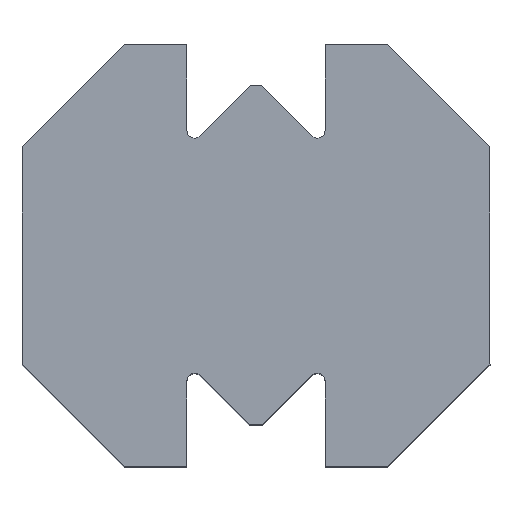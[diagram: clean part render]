
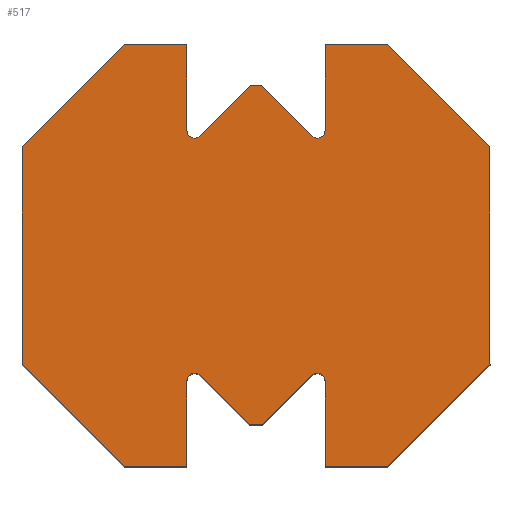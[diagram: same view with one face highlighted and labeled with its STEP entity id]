
A CAD part, top view. The second image highlights one B-rep face of the part: STEP entity #517.
In plain terms, the highlighted planar face has unit normal (0, 0, 1).
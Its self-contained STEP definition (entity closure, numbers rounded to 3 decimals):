
#16=CIRCLE('',#537,0.2);
#18=CIRCLE('',#547,0.2);
#20=CIRCLE('',#553,0.2);
#22=CIRCLE('',#563,0.2);
#51=FACE_OUTER_BOUND('',#77,.T.);
#77=EDGE_LOOP('',(#423,#424,#425,#426,#427,#428,#429,#430,#431,#432,#433,
#434,#435,#436,#437,#438,#439,#440,#441,#442,#443,#444,#445,#446));
#81=LINE('',#709,#145);
#84=LINE('',#715,#148);
#88=LINE('',#727,#152);
#91=LINE('',#733,#155);
#94=LINE('',#739,#158);
#97=LINE('',#745,#161);
#100=LINE('',#751,#164);
#103=LINE('',#757,#167);
#106=LINE('',#763,#170);
#110=LINE('',#775,#174);
#113=LINE('',#781,#177);
#116=LINE('',#787,#180);
#120=LINE('',#799,#184);
#123=LINE('',#805,#187);
#126=LINE('',#811,#190);
#129=LINE('',#817,#193);
#132=LINE('',#823,#196);
#135=LINE('',#829,#199);
#138=LINE('',#835,#202);
#142=LINE('',#845,#206);
#145=VECTOR('',#573,10.);
#148=VECTOR('',#578,10.);
#152=VECTOR('',#590,10.);
#155=VECTOR('',#595,10.);
#158=VECTOR('',#600,10.);
#161=VECTOR('',#605,10.);
#164=VECTOR('',#610,10.);
#167=VECTOR('',#615,10.);
#170=VECTOR('',#620,10.);
#174=VECTOR('',#632,10.);
#177=VECTOR('',#637,10.);
#180=VECTOR('',#642,10.);
#184=VECTOR('',#654,10.);
#187=VECTOR('',#659,10.);
#190=VECTOR('',#664,10.);
#193=VECTOR('',#669,10.);
#196=VECTOR('',#674,10.);
#199=VECTOR('',#679,10.);
#202=VECTOR('',#684,10.);
#206=VECTOR('',#696,10.);
#209=VERTEX_POINT('',#706);
#210=VERTEX_POINT('',#708);
#212=VERTEX_POINT('',#714);
#214=VERTEX_POINT('',#720);
#216=VERTEX_POINT('',#726);
#218=VERTEX_POINT('',#732);
#220=VERTEX_POINT('',#738);
#222=VERTEX_POINT('',#744);
#224=VERTEX_POINT('',#750);
#226=VERTEX_POINT('',#756);
#228=VERTEX_POINT('',#762);
#230=VERTEX_POINT('',#768);
#232=VERTEX_POINT('',#774);
#234=VERTEX_POINT('',#780);
#236=VERTEX_POINT('',#786);
#238=VERTEX_POINT('',#792);
#240=VERTEX_POINT('',#798);
#242=VERTEX_POINT('',#804);
#244=VERTEX_POINT('',#810);
#246=VERTEX_POINT('',#816);
#248=VERTEX_POINT('',#822);
#250=VERTEX_POINT('',#828);
#252=VERTEX_POINT('',#834);
#254=VERTEX_POINT('',#840);
#257=EDGE_CURVE('',#210,#209,#81,.T.);
#260=EDGE_CURVE('',#212,#210,#84,.T.);
#263=EDGE_CURVE('',#214,#212,#16,.T.);
#266=EDGE_CURVE('',#216,#214,#88,.T.);
#269=EDGE_CURVE('',#218,#216,#91,.T.);
#272=EDGE_CURVE('',#220,#218,#94,.T.);
#275=EDGE_CURVE('',#222,#220,#97,.T.);
#278=EDGE_CURVE('',#224,#222,#100,.T.);
#281=EDGE_CURVE('',#226,#224,#103,.T.);
#284=EDGE_CURVE('',#228,#226,#106,.T.);
#287=EDGE_CURVE('',#230,#228,#18,.T.);
#290=EDGE_CURVE('',#232,#230,#110,.T.);
#293=EDGE_CURVE('',#234,#232,#113,.T.);
#296=EDGE_CURVE('',#236,#234,#116,.T.);
#299=EDGE_CURVE('',#238,#236,#20,.T.);
#302=EDGE_CURVE('',#240,#238,#120,.T.);
#305=EDGE_CURVE('',#242,#240,#123,.T.);
#308=EDGE_CURVE('',#244,#242,#126,.T.);
#311=EDGE_CURVE('',#246,#244,#129,.T.);
#314=EDGE_CURVE('',#248,#246,#132,.T.);
#317=EDGE_CURVE('',#250,#248,#135,.T.);
#320=EDGE_CURVE('',#252,#250,#138,.T.);
#323=EDGE_CURVE('',#254,#252,#22,.T.);
#326=EDGE_CURVE('',#209,#254,#142,.T.);
#423=ORIENTED_EDGE('',*,*,#326,.T.);
#424=ORIENTED_EDGE('',*,*,#323,.T.);
#425=ORIENTED_EDGE('',*,*,#320,.T.);
#426=ORIENTED_EDGE('',*,*,#317,.T.);
#427=ORIENTED_EDGE('',*,*,#314,.T.);
#428=ORIENTED_EDGE('',*,*,#311,.T.);
#429=ORIENTED_EDGE('',*,*,#308,.T.);
#430=ORIENTED_EDGE('',*,*,#305,.T.);
#431=ORIENTED_EDGE('',*,*,#302,.T.);
#432=ORIENTED_EDGE('',*,*,#299,.T.);
#433=ORIENTED_EDGE('',*,*,#296,.T.);
#434=ORIENTED_EDGE('',*,*,#293,.T.);
#435=ORIENTED_EDGE('',*,*,#290,.T.);
#436=ORIENTED_EDGE('',*,*,#287,.T.);
#437=ORIENTED_EDGE('',*,*,#284,.T.);
#438=ORIENTED_EDGE('',*,*,#281,.T.);
#439=ORIENTED_EDGE('',*,*,#278,.T.);
#440=ORIENTED_EDGE('',*,*,#275,.T.);
#441=ORIENTED_EDGE('',*,*,#272,.T.);
#442=ORIENTED_EDGE('',*,*,#269,.T.);
#443=ORIENTED_EDGE('',*,*,#266,.T.);
#444=ORIENTED_EDGE('',*,*,#263,.T.);
#445=ORIENTED_EDGE('',*,*,#260,.T.);
#446=ORIENTED_EDGE('',*,*,#257,.T.);
#491=PLANE('',#565);
#517=ADVANCED_FACE('',(#51),#491,.T.);
#537=AXIS2_PLACEMENT_3D('',#721,#584,#585);
#547=AXIS2_PLACEMENT_3D('',#769,#626,#627);
#553=AXIS2_PLACEMENT_3D('',#793,#648,#649);
#563=AXIS2_PLACEMENT_3D('',#841,#690,#691);
#565=AXIS2_PLACEMENT_3D('',#846,#697,#698);
#573=DIRECTION('',(-1.,0.,0.));
#578=DIRECTION('',(-0.707,0.708,0.));
#584=DIRECTION('center_axis',(0.,0.,-1.));
#585=DIRECTION('ref_axis',(-0.707,-0.707,0.));
#590=DIRECTION('',(0.,-1.,0.));
#595=DIRECTION('',(-1.,0.,0.));
#600=DIRECTION('',(-0.707,0.707,0.));
#605=DIRECTION('',(0.,1.,0.));
#610=DIRECTION('',(0.707,0.707,0.));
#615=DIRECTION('',(1.,0.,0.));
#620=DIRECTION('',(0.,-1.,0.));
#626=DIRECTION('center_axis',(0.,0.,-1.));
#627=DIRECTION('ref_axis',(1.,0.,0.));
#632=DIRECTION('',(0.707,0.707,0.));
#637=DIRECTION('',(1.,0.,0.));
#642=DIRECTION('',(0.707,-0.707,0.));
#648=DIRECTION('center_axis',(0.,0.,
-1.));
#649=DIRECTION('ref_axis',(-1.,0.,0.));
#654=DIRECTION('',(0.,1.,0.));
#659=DIRECTION('',(1.,0.,0.));
#664=DIRECTION('',(0.707,-0.707,0.));
#669=DIRECTION('',(0.,-1.,0.));
#674=DIRECTION('',(-0.707,-0.707,0.));
#679=DIRECTION('',(-1.,0.,0.));
#684=DIRECTION('',(0.,1.,0.));
#690=DIRECTION('center_axis',(0.,0.,
-1.));
#691=DIRECTION('ref_axis',(0.707,-0.707,0.));
#696=DIRECTION('',(-0.707,-0.708,0.));
#697=DIRECTION('center_axis',(0.,0.,1.));
#698=DIRECTION('ref_axis',(1.,0.,0.));
#706=CARTESIAN_POINT('',(-0.151,4.431,10.));
#708=CARTESIAN_POINT('',(0.151,4.431,10.));
#709=CARTESIAN_POINT('',(-0.151,4.431,10.));
#714=CARTESIAN_POINT('',(1.459,3.121,10.));
#715=CARTESIAN_POINT('',(0.151,4.431,10.));
#720=CARTESIAN_POINT('',(1.8,3.263,10.));
#721=CARTESIAN_POINT('Origin',(1.6,3.263,10.));
#726=CARTESIAN_POINT('',(1.8,5.5,10.));
#727=CARTESIAN_POINT('',(1.8,3.263,10.));
#732=CARTESIAN_POINT('',(3.439,5.5,10.));
#733=CARTESIAN_POINT('',(1.8,5.5,10.));
#738=CARTESIAN_POINT('',(6.1,2.839,10.));
#739=CARTESIAN_POINT('',(3.439,5.5,10.));
#744=CARTESIAN_POINT('',(6.1,-2.839,10.));
#745=CARTESIAN_POINT('',(6.1,2.839,10.));
#750=CARTESIAN_POINT('',(3.439,-5.5,10.));
#751=CARTESIAN_POINT('',(6.1,-2.839,10.));
#756=CARTESIAN_POINT('',(1.8,-5.5,10.));
#757=CARTESIAN_POINT('',(3.439,-5.5,10.));
#762=CARTESIAN_POINT('',(1.8,-3.263,10.));
#763=CARTESIAN_POINT('',(1.8,-5.5,10.));
#768=CARTESIAN_POINT('',(1.459,-3.121,10.));
#769=CARTESIAN_POINT('Origin',(1.6,-3.263,10.));
#774=CARTESIAN_POINT('',(0.178,-4.402,10.));
#775=CARTESIAN_POINT('',(1.459,-3.121,10.));
#780=CARTESIAN_POINT('',(-0.178,-4.402,10.));
#781=CARTESIAN_POINT('',(-0.178,-4.402,10.));
#786=CARTESIAN_POINT('',(-1.459,-3.121,10.));
#787=CARTESIAN_POINT('',(-1.459,-3.121,10.));
#792=CARTESIAN_POINT('',(-1.8,-3.263,10.));
#793=CARTESIAN_POINT('Origin',(-1.6,-3.263,10.));
#798=CARTESIAN_POINT('',(-1.8,-5.5,10.));
#799=CARTESIAN_POINT('',(-1.8,-5.5,10.));
#804=CARTESIAN_POINT('',(-3.439,-5.5,10.));
#805=CARTESIAN_POINT('',(-3.439,-5.5,10.));
#810=CARTESIAN_POINT('',(-6.1,-2.839,10.));
#811=CARTESIAN_POINT('',(-6.1,-2.839,10.));
#816=CARTESIAN_POINT('',(-6.1,2.839,10.));
#817=CARTESIAN_POINT('',(-6.1,2.839,10.));
#822=CARTESIAN_POINT('',(-3.439,5.5,10.));
#823=CARTESIAN_POINT('',(-3.439,5.5,10.));
#828=CARTESIAN_POINT('',(-1.8,5.5,10.));
#829=CARTESIAN_POINT('',(-1.8,5.5,10.));
#834=CARTESIAN_POINT('',(-1.8,3.263,10.));
#835=CARTESIAN_POINT('',(-1.8,3.263,10.));
#840=CARTESIAN_POINT('',(-1.459,3.121,10.));
#841=CARTESIAN_POINT('Origin',(-1.6,3.263,10.));
#845=CARTESIAN_POINT('',(-0.151,4.431,10.));
#846=CARTESIAN_POINT('Origin',(0.,0.,
10.));
